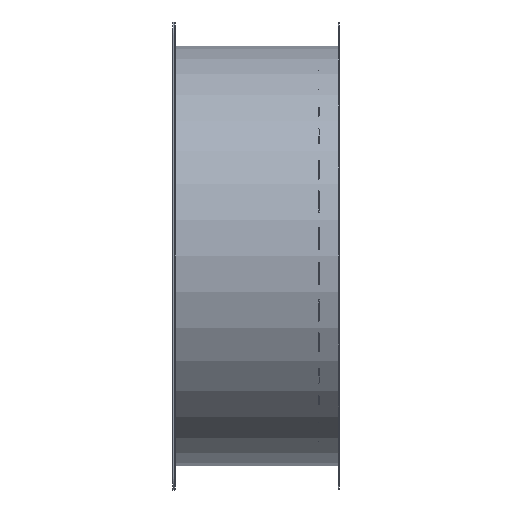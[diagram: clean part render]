
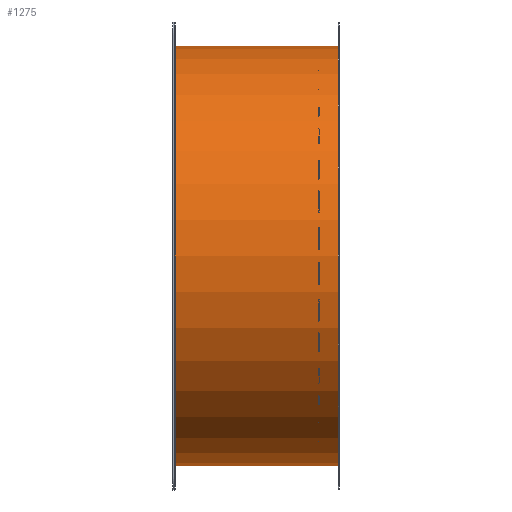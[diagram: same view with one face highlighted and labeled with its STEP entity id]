
A CAD part, left-side view. The second image highlights one B-rep face of the part: STEP entity #1275.
In plain terms, the highlighted cylindrical face has radius 318.5 mm (diameter 637 mm), a partial arc.
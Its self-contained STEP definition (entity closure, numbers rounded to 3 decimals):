
#11 = DIRECTION ( 'NONE',  ( 0., 1., 0. ) ) ;
#17 = AXIS2_PLACEMENT_3D ( 'NONE', #2277, #854, #1683 ) ;
#120 = VERTEX_POINT ( 'NONE', #2614 ) ;
#177 = CIRCLE ( 'NONE', #2554, 318.5 ) ;
#304 = VERTEX_POINT ( 'NONE', #1695 ) ;
#423 = ORIENTED_EDGE ( 'NONE', *, *, #2479, .F. ) ;
#543 = CYLINDRICAL_SURFACE ( 'NONE', #17, 318.5 ) ;
#561 = DIRECTION ( 'NONE',  ( 0., 1., 0. ) ) ;
#617 = EDGE_LOOP ( 'NONE', ( #423, #1235, #1586, #1654 ) ) ;
#666 = CIRCLE ( 'NONE', #2397, 318.5 ) ;
#769 = CARTESIAN_POINT ( 'NONE',  ( 0., 123.5, 0. ) ) ;
#805 = CARTESIAN_POINT ( 'NONE',  ( 0., -123.5, 318.5 ) ) ;
#833 = LINE ( 'NONE', #2005, #1916 ) ;
#854 = DIRECTION ( 'NONE',  ( 0., 1., 0. ) ) ;
#883 = VERTEX_POINT ( 'NONE', #805 ) ;
#908 = VERTEX_POINT ( 'NONE', #1239 ) ;
#923 = FACE_OUTER_BOUND ( 'NONE', #617, .T. ) ;
#964 = EDGE_CURVE ( 'NONE', #883, #908, #1598, .T. ) ;
#1167 = DIRECTION ( 'NONE',  ( 0., 0., 1. ) ) ;
#1206 = CARTESIAN_POINT ( 'NONE',  ( 0., -123.5, 0. ) ) ;
#1235 = ORIENTED_EDGE ( 'NONE', *, *, #2429, .T. ) ;
#1239 = CARTESIAN_POINT ( 'NONE',  ( 0., 123.5, 318.5 ) ) ;
#1275 = ADVANCED_FACE ( 'NONE', ( #923 ), #543, .T. ) ;
#1351 = VECTOR ( 'NONE', #11, 1000. ) ;
#1522 = EDGE_CURVE ( 'NONE', #120, #908, #666, .T. ) ;
#1586 = ORIENTED_EDGE ( 'NONE', *, *, #964, .T. ) ;
#1595 = DIRECTION ( 'NONE',  ( 0., 0., 1. ) ) ;
#1598 = LINE ( 'NONE', #2452, #1351 ) ;
#1654 = ORIENTED_EDGE ( 'NONE', *, *, #1522, .F. ) ;
#1683 = DIRECTION ( 'NONE',  ( 0., 0., 1. ) ) ;
#1695 = CARTESIAN_POINT ( 'NONE',  ( 0., -123.5, -318.5 ) ) ;
#1916 = VECTOR ( 'NONE', #561, 1000. ) ;
#2005 = CARTESIAN_POINT ( 'NONE',  ( 0., 0., -318.5 ) ) ;
#2194 = DIRECTION ( 'NONE',  ( 0., 1., 0. ) ) ;
#2277 = CARTESIAN_POINT ( 'NONE',  ( 0., 0., 0. ) ) ;
#2397 = AXIS2_PLACEMENT_3D ( 'NONE', #769, #2194, #1167 ) ;
#2411 = DIRECTION ( 'NONE',  ( 0., 1., 0. ) ) ;
#2429 = EDGE_CURVE ( 'NONE', #304, #883, #177, .T. ) ;
#2452 = CARTESIAN_POINT ( 'NONE',  ( 0., 0., 318.5 ) ) ;
#2479 = EDGE_CURVE ( 'NONE', #304, #120, #833, .T. ) ;
#2554 = AXIS2_PLACEMENT_3D ( 'NONE', #1206, #2411, #1595 ) ;
#2614 = CARTESIAN_POINT ( 'NONE',  ( 0., 123.5, -318.5 ) ) ;
